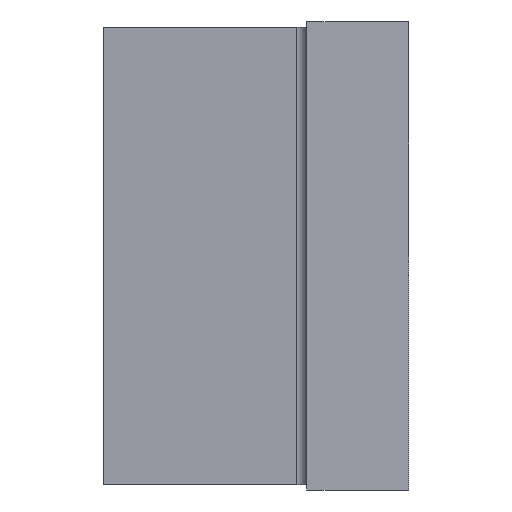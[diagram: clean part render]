
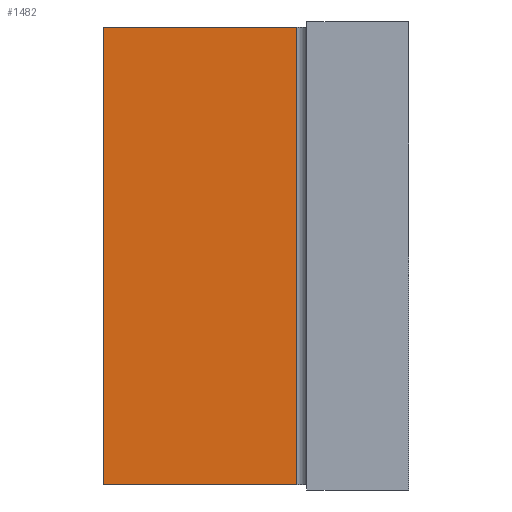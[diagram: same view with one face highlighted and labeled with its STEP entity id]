
A CAD part, left-side view. The second image highlights one B-rep face of the part: STEP entity #1482.
In plain terms, the highlighted planar face has unit normal (-1, 0.026, 0).
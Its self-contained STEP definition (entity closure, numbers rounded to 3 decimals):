
#145=FACE_OUTER_BOUND('',#556,.T.);
#165=LINE('',#2153,#271);
#174=LINE('',#2210,#280);
#253=LINE('',#2503,#359);
#254=LINE('',#2505,#360);
#271=VECTOR('',#1689,19.033);
#280=VECTOR('',#1746,19.033);
#359=VECTOR('',#2063,45.);
#360=VECTOR('',#2066,45.);
#556=EDGE_LOOP('',(#1274,#1275,#1276,#1277));
#664=VERTEX_POINT('',#2150);
#665=VERTEX_POINT('',#2152);
#688=VERTEX_POINT('',#2207);
#689=VERTEX_POINT('',#2209);
#801=EDGE_CURVE('',#665,#664,#165,.T.);
#825=EDGE_CURVE('',#689,#688,#174,.T.);
#956=EDGE_CURVE('',#689,#664,#253,.T.);
#957=EDGE_CURVE('',#688,#665,#254,.T.);
#1274=ORIENTED_EDGE('',*,*,#956,.F.);
#1275=ORIENTED_EDGE('',*,*,#825,.T.);
#1276=ORIENTED_EDGE('',*,*,#957,.T.);
#1277=ORIENTED_EDGE('',*,*,#801,.T.);
#1395=PLANE('',#1649);
#1482=ADVANCED_FACE('',(#145),#1395,.T.);
#1649=AXIS2_PLACEMENT_3D('',#2504,#2064,#2065);
#1689=DIRECTION('',(0.026,1.,0.));
#1746=DIRECTION('',(-0.026,-1.,0.));
#2063=DIRECTION('',(0.,0.,1.));
#2064=DIRECTION('center_axis',(-1.,0.026,0.));
#2065=DIRECTION('ref_axis',(0.,0.,1.));
#2066=DIRECTION('',(0.,0.,1.));
#2150=CARTESIAN_POINT('',(-41.5,30.,22.5));
#2152=CARTESIAN_POINT('',(-41.998,10.974,22.5));
#2153=CARTESIAN_POINT('',(-41.914,14.199,22.5));
#2207=CARTESIAN_POINT('',(-41.998,10.974,-22.5));
#2209=CARTESIAN_POINT('',(-41.5,30.,-22.5));
#2210=CARTESIAN_POINT('',(-41.914,14.199,-22.5));
#2503=CARTESIAN_POINT('',(-41.5,30.,0.));
#2504=CARTESIAN_POINT('Origin',(-41.998,10.974,0.));
#2505=CARTESIAN_POINT('',(-41.998,10.974,0.));
